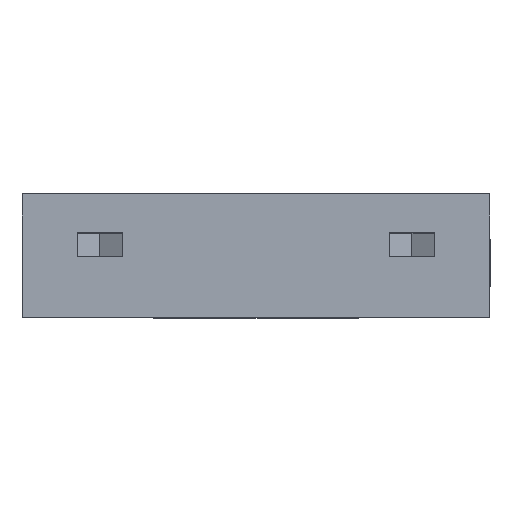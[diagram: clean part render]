
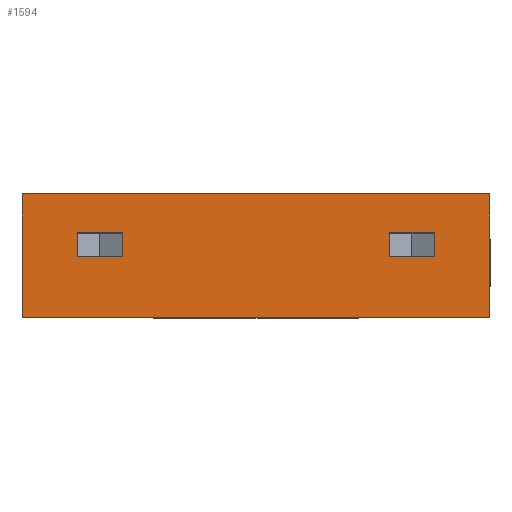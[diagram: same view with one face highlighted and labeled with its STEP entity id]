
A CAD part, top view. The second image highlights one B-rep face of the part: STEP entity #1594.
In plain terms, the highlighted planar face has unit normal (0, 0, 1).
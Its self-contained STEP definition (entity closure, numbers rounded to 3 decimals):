
#15 = CARTESIAN_POINT ( 'NONE',  ( 0., 15.8, 15. ) ) ;
#26 = CARTESIAN_POINT ( 'NONE',  ( 47.1, 7.8, 15. ) ) ;
#27 = EDGE_LOOP ( 'NONE', ( #834, #821, #304, #1629 ) ) ;
#29 = LINE ( 'NONE', #1889, #451 ) ;
#37 = EDGE_CURVE ( 'NONE', #211, #1534, #1505, .T. ) ;
#45 = DIRECTION ( 'NONE',  ( 1., 0., 0. ) ) ;
#48 = LINE ( 'NONE', #722, #197 ) ;
#93 = LINE ( 'NONE', #736, #2082 ) ;
#125 = LINE ( 'NONE', #1645, #222 ) ;
#141 = DIRECTION ( 'NONE',  ( 1., 0., 0. ) ) ;
#152 = CARTESIAN_POINT ( 'NONE',  ( 52.9, 7.8, 15. ) ) ;
#164 = EDGE_CURVE ( 'NONE', #805, #799, #1912, .T. ) ;
#197 = VECTOR ( 'NONE', #396, 1000. ) ;
#205 = VERTEX_POINT ( 'NONE', #892 ) ;
#211 = VERTEX_POINT ( 'NONE', #1032 ) ;
#215 = CARTESIAN_POINT ( 'NONE',  ( 0., 7.8, 15. ) ) ;
#221 = EDGE_LOOP ( 'NONE', ( #1307, #323, #1499, #1663 ) ) ;
#222 = VECTOR ( 'NONE', #141, 1000. ) ;
#259 = VERTEX_POINT ( 'NONE', #572 ) ;
#260 = FACE_BOUND ( 'NONE', #27, .T. ) ;
#304 = ORIENTED_EDGE ( 'NONE', *, *, #1657, .T. ) ;
#323 = ORIENTED_EDGE ( 'NONE', *, *, #164, .F. ) ;
#330 = EDGE_CURVE ( 'NONE', #805, #778, #602, .T. ) ;
#396 = DIRECTION ( 'NONE',  ( 0., 1., 0. ) ) ;
#409 = CARTESIAN_POINT ( 'NONE',  ( 0., 0., 15. ) ) ;
#431 = CARTESIAN_POINT ( 'NONE',  ( 60., 15.8, 15. ) ) ;
#438 = FACE_BOUND ( 'NONE', #221, .T. ) ;
#445 = ORIENTED_EDGE ( 'NONE', *, *, #896, .T. ) ;
#451 = VECTOR ( 'NONE', #1253, 1000. ) ;
#480 = VERTEX_POINT ( 'NONE', #15 ) ;
#528 = EDGE_CURVE ( 'NONE', #2199, #1534, #29, .T. ) ;
#551 = EDGE_CURVE ( 'NONE', #778, #259, #1765, .T. ) ;
#554 = VECTOR ( 'NONE', #1815, 1000. ) ;
#572 = CARTESIAN_POINT ( 'NONE',  ( 12.9, 10.8, 15. ) ) ;
#579 = DIRECTION ( 'NONE',  ( 0., 1., 0. ) ) ;
#602 = LINE ( 'NONE', #761, #626 ) ;
#604 = PLANE ( 'NONE',  #1674 ) ;
#626 = VECTOR ( 'NONE', #579, 1000. ) ;
#631 = EDGE_CURVE ( 'NONE', #1287, #1841, #48, .T. ) ;
#693 = CARTESIAN_POINT ( 'NONE',  ( 0., 15.8, 15. ) ) ;
#694 = ORIENTED_EDGE ( 'NONE', *, *, #1121, .T. ) ;
#701 = DIRECTION ( 'NONE',  ( 1., 0., 0. ) ) ;
#722 = CARTESIAN_POINT ( 'NONE',  ( 60., 15.8, 15. ) ) ;
#736 = CARTESIAN_POINT ( 'NONE',  ( 0., 15.8, 15. ) ) ;
#753 = DIRECTION ( 'NONE',  ( 0., 0., 1. ) ) ;
#761 = CARTESIAN_POINT ( 'NONE',  ( 7.1, 7.8, 15. ) ) ;
#776 = CARTESIAN_POINT ( 'NONE',  ( 0., 0., 15. ) ) ;
#778 = VERTEX_POINT ( 'NONE', #1804 ) ;
#799 = VERTEX_POINT ( 'NONE', #2180 ) ;
#805 = VERTEX_POINT ( 'NONE', #1486 ) ;
#821 = ORIENTED_EDGE ( 'NONE', *, *, #1282, .F. ) ;
#834 = ORIENTED_EDGE ( 'NONE', *, *, #528, .F. ) ;
#856 = EDGE_CURVE ( 'NONE', #799, #259, #1690, .T. ) ;
#892 = CARTESIAN_POINT ( 'NONE',  ( 47.1, 7.8, 15. ) ) ;
#893 = DIRECTION ( 'NONE',  ( 0., 1., 0. ) ) ;
#896 = EDGE_CURVE ( 'NONE', #1841, #480, #2041, .T. ) ;
#906 = VECTOR ( 'NONE', #1538, 1000. ) ;
#926 = FACE_OUTER_BOUND ( 'NONE', #1880, .T. ) ;
#948 = ORIENTED_EDGE ( 'NONE', *, *, #631, .T. ) ;
#1002 = DIRECTION ( 'NONE',  ( 1., 0., 0. ) ) ;
#1019 = LINE ( 'NONE', #1691, #1929 ) ;
#1032 = CARTESIAN_POINT ( 'NONE',  ( 47.1, 10.8, 15. ) ) ;
#1056 = DIRECTION ( 'NONE',  ( -1., 0., 0. ) ) ;
#1080 = DIRECTION ( 'NONE',  ( 0., -1., 0. ) ) ;
#1121 = EDGE_CURVE ( 'NONE', #1812, #1287, #125, .T. ) ;
#1193 = VECTOR ( 'NONE', #1056, 1000. ) ;
#1253 = DIRECTION ( 'NONE',  ( 0., 1., 0. ) ) ;
#1282 = EDGE_CURVE ( 'NONE', #205, #2199, #1019, .T. ) ;
#1287 = VERTEX_POINT ( 'NONE', #1621 ) ;
#1298 = VECTOR ( 'NONE', #701, 1000. ) ;
#1307 = ORIENTED_EDGE ( 'NONE', *, *, #856, .F. ) ;
#1393 = CARTESIAN_POINT ( 'NONE',  ( 52.9, 10.8, 15. ) ) ;
#1435 = VECTOR ( 'NONE', #893, 1000. ) ;
#1486 = CARTESIAN_POINT ( 'NONE',  ( 7.1, 7.8, 15. ) ) ;
#1499 = ORIENTED_EDGE ( 'NONE', *, *, #330, .T. ) ;
#1505 = LINE ( 'NONE', #2197, #554 ) ;
#1534 = VERTEX_POINT ( 'NONE', #1393 ) ;
#1538 = DIRECTION ( 'NONE',  ( 0., 1., 0. ) ) ;
#1578 = VECTOR ( 'NONE', #45, 1000. ) ;
#1594 = ADVANCED_FACE ( 'NONE', ( #926, #260, #438 ), #604, .T. ) ;
#1621 = CARTESIAN_POINT ( 'NONE',  ( 60., 0., 15. ) ) ;
#1629 = ORIENTED_EDGE ( 'NONE', *, *, #37, .T. ) ;
#1645 = CARTESIAN_POINT ( 'NONE',  ( 0., 0., 15. ) ) ;
#1657 = EDGE_CURVE ( 'NONE', #205, #211, #1772, .T. ) ;
#1663 = ORIENTED_EDGE ( 'NONE', *, *, #551, .T. ) ;
#1674 = AXIS2_PLACEMENT_3D ( 'NONE', #776, #753, #2164 ) ;
#1690 = LINE ( 'NONE', #1723, #906 ) ;
#1691 = CARTESIAN_POINT ( 'NONE',  ( 0., 7.8, 15. ) ) ;
#1723 = CARTESIAN_POINT ( 'NONE',  ( 12.9, 7.8, 15. ) ) ;
#1765 = LINE ( 'NONE', #1927, #1298 ) ;
#1772 = LINE ( 'NONE', #26, #1435 ) ;
#1804 = CARTESIAN_POINT ( 'NONE',  ( 7.1, 10.8, 15. ) ) ;
#1812 = VERTEX_POINT ( 'NONE', #409 ) ;
#1815 = DIRECTION ( 'NONE',  ( 1., 0., 0. ) ) ;
#1841 = VERTEX_POINT ( 'NONE', #431 ) ;
#1880 = EDGE_LOOP ( 'NONE', ( #2059, #694, #948, #445 ) ) ;
#1888 = EDGE_CURVE ( 'NONE', #480, #1812, #93, .T. ) ;
#1889 = CARTESIAN_POINT ( 'NONE',  ( 52.9, 7.8, 15. ) ) ;
#1912 = LINE ( 'NONE', #215, #1578 ) ;
#1927 = CARTESIAN_POINT ( 'NONE',  ( 0., 10.8, 15. ) ) ;
#1929 = VECTOR ( 'NONE', #1002, 1000. ) ;
#2041 = LINE ( 'NONE', #693, #1193 ) ;
#2059 = ORIENTED_EDGE ( 'NONE', *, *, #1888, .T. ) ;
#2082 = VECTOR ( 'NONE', #1080, 1000. ) ;
#2164 = DIRECTION ( 'NONE',  ( 1., 0., 0. ) ) ;
#2180 = CARTESIAN_POINT ( 'NONE',  ( 12.9, 7.8, 15. ) ) ;
#2197 = CARTESIAN_POINT ( 'NONE',  ( 0., 10.8, 15. ) ) ;
#2199 = VERTEX_POINT ( 'NONE', #152 ) ;
